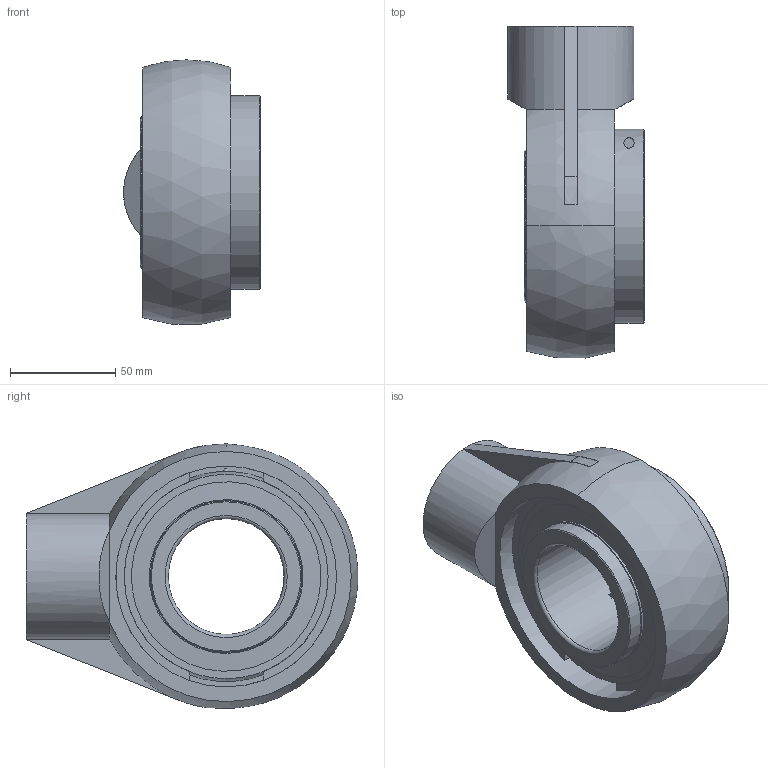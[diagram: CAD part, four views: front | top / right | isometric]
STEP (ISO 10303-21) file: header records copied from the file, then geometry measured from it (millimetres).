
FILE_DESCRIPTION(('HOOPS Exchange Step'),'2;1');
FILE_NAME('export-5FDB6E41-CE5D-47BD-B6D9-9118754FC6AF.stp','2020-05-27T10:23:03-07:00',('dkerr'),('Alibre'),'HOOPS Exchange 2020.0','Alibre','Unknown authorisation');
FILE_SCHEMA( ('AP242_MANAGED_MODEL_BASED_3D_ENGINEERING_MIM_LF {1 0 10303 442 1 1 4 }') );
Length unit declared in the file: inch
Products named in the file (8): MRN SHAM L4L 211; MRN SUE 211 L4L (55mm) (Race); MRN SUE 211 L4L (Ball); MRN SUE 211 L4L (Shield); MRN SUE 211 L4L (Lock Ring); MRN SUE 211 L4L (Bolt); MRN SUE 211 L4L (55mm); MRN SUESHAM 211 L4L (55mm)
Assembly tree (8 placements, depth 3):
  MRN SUESHAM 211 L4L (55mm)
    MRN SHAM L4L 211
    MRN SUE 211 L4L (55mm)
      MRN SUE 211 L4L (55mm) (Race)
      MRN SUE 211 L4L (Ball)
      MRN SUE 211 L4L (Shield)  x2
      MRN SUE 211 L4L (Lock Ring)
      MRN SUE 211 L4L (Bolt)
Bounding box: 64.83 x 157.57 x 125.5 mm (x, y, z)
Volume: 420043.6 mm3; surface area: 126322.7 mm2
Topology: 17 solids, 17 shells, 180 faces, 508 edges, 345 vertices
Faces by surface type: plane 75, cylinder 40, cone 32, torus 18, sphere 15
Full cylindrical faces by diameter (mm): 4.917 x2, 6.4 x1, 10 x1, 11.2 x1, 31.75 x1, 55 x1, 72 x4, 73.016 x2, 88 x2, 90 x2, 102.825 x1, 104.825 x1, 110.1 x1
Entity records: 8467 total; most frequent: CARTESIAN_POINT 3739, DIRECTION 998, ORIENTED_EDGE 930, EDGE_CURVE 465, AXIS2_PLACEMENT_3D 410, VERTEX_POINT 331, CIRCLE 211, EDGE_LOOP 192
